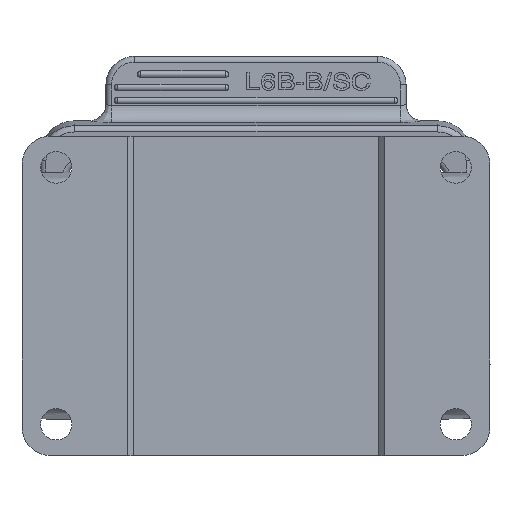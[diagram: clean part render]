
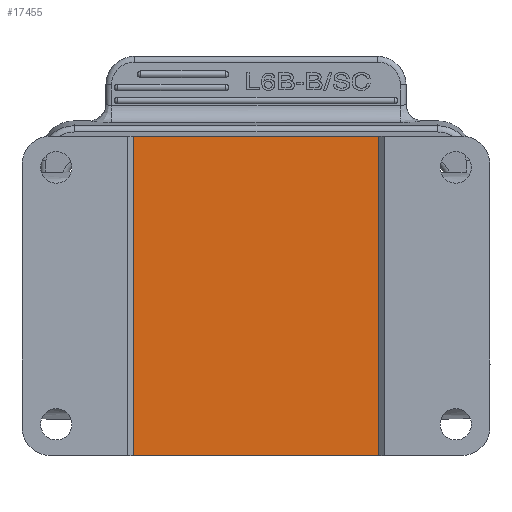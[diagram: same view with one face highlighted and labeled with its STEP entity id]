
A CAD part, front view. The second image highlights one B-rep face of the part: STEP entity #17455.
In plain terms, the highlighted planar face has unit normal (0, -1, 0).
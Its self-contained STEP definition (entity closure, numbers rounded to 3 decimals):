
#1370=DIRECTION('',(1.,0.,0.));
#1371=VECTOR('',#1370,43.);
#1372=CARTESIAN_POINT('',(20.5,1.,-56.));
#1373=LINE('',#1372,#1371);
#1772=DIRECTION('',(-1.,0.,0.));
#1773=VECTOR('',#1772,43.);
#1774=CARTESIAN_POINT('',(63.5,1.,0.));
#1775=LINE('',#1774,#1773);
#1822=DIRECTION('',(0.,0.,1.));
#1823=VECTOR('',#1822,56.);
#1824=CARTESIAN_POINT('',(63.5,1.,-56.));
#1825=LINE('',#1824,#1823);
#1826=DIRECTION('',(0.,0.,1.));
#1827=VECTOR('',#1826,56.);
#1828=CARTESIAN_POINT('',(20.5,1.,-56.));
#1829=LINE('',#1828,#1827);
#12396=CARTESIAN_POINT('',(20.5,1.,-56.));
#12397=VERTEX_POINT('',#12396);
#12398=CARTESIAN_POINT('',(63.5,1.,-56.));
#12399=VERTEX_POINT('',#12398);
#12478=CARTESIAN_POINT('',(63.5,1.,0.));
#12479=VERTEX_POINT('',#12478);
#12480=CARTESIAN_POINT('',(20.5,1.,
0.));
#12481=VERTEX_POINT('',#12480);
#17443=CARTESIAN_POINT('',(42.,1.,-28.));
#17444=DIRECTION('',(0.,1.,0.));
#17445=DIRECTION('',(0.,0.,1.));
#17446=AXIS2_PLACEMENT_3D('',#17443,#17444,#17445);
#17447=PLANE('',#17446);
#17448=ORIENTED_EDGE('',*,*,#16674,.F.);
#17450=ORIENTED_EDGE('',*,*,#17449,.T.);
#17451=ORIENTED_EDGE('',*,*,#17379,.F.);
#17452=ORIENTED_EDGE('',*,*,#17435,.F.);
#17453=EDGE_LOOP('',(#17448,#17450,#17451,#17452));
#17454=FACE_OUTER_BOUND('',#17453,.F.);
#16674=EDGE_CURVE('',#12397,#12399,#1373,.T.);
#17379=EDGE_CURVE('',#12479,#12481,#1775,.T.);
#17435=EDGE_CURVE('',#12399,#12479,#1825,.T.);
#17449=EDGE_CURVE('',#12397,#12481,#1829,.T.);
#17455=ADVANCED_FACE('',(#17454),#17447,.F.);
